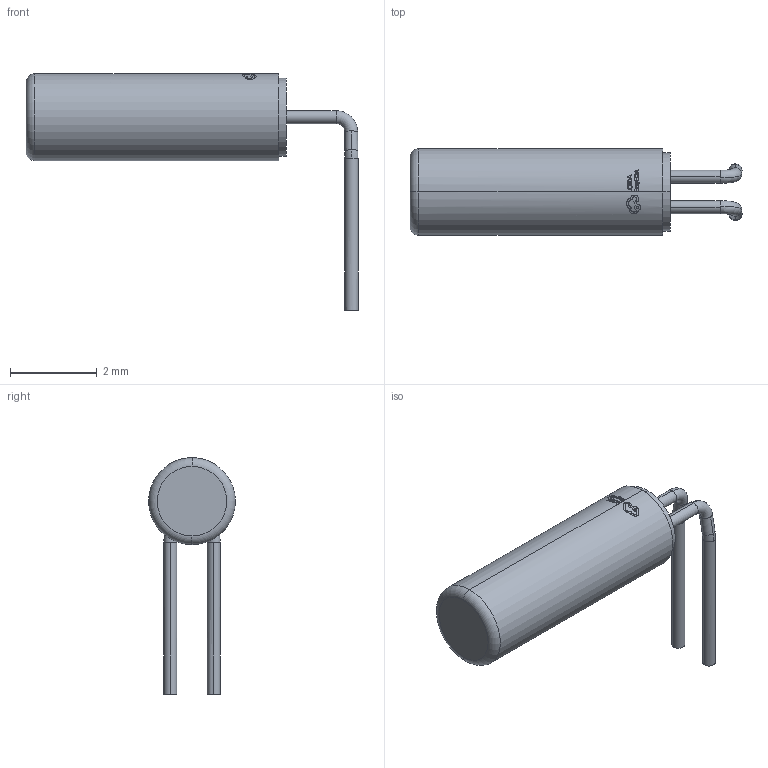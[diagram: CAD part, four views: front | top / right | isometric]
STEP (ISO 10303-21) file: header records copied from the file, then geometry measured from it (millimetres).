
FILE_DESCRIPTION (( 'STEP AP214' ), '1' );
FILE_NAME ('OSC-TH_D2.0-W6.0-P0.70.step', '2025-06-23T06:43:26', ( '' ), ( '' ), 'SwSTEP 2.0', 'SolidWorks 2021', '' );
FILE_SCHEMA (( 'AUTOMOTIVE_DESIGN' ));
Length unit declared in the file: millimetre
Products named in the file (1): OSC-TH_D2.0-W6.0-P0.70
Bounding box: 7.65 x 2 x 5.45 mm (x, y, z)
Volume: 19.5 mm3; surface area: 54.3 mm2
Topology: 1 solids, 1 shells, 255 faces, 691 edges, 460 vertices
Faces by surface type: plane 112, bspline 98, cylinder 35, torus 10
Entity records: 12902 total; most frequent: CARTESIAN_POINT 4287, ORIENTED_EDGE 1382, DIRECTION 923, EDGE_CURVE 691, VERTEX_POINT 460, AXIS2_PLACEMENT_3D 316, LINE 291, VECTOR 291
